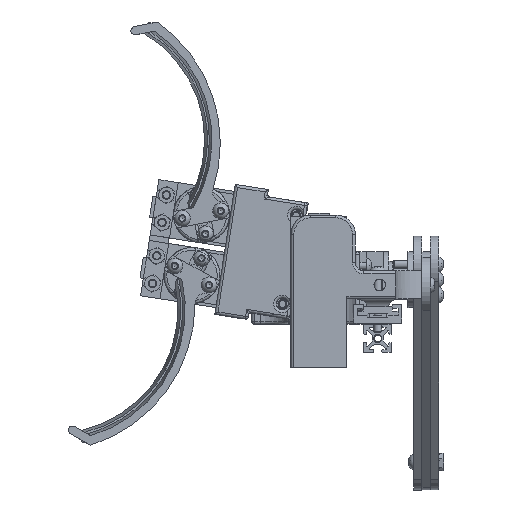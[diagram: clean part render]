
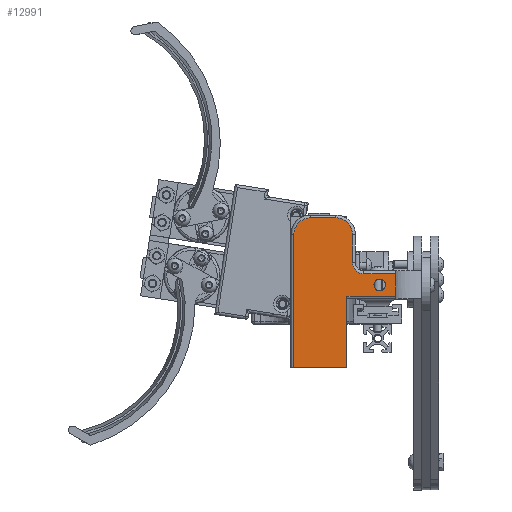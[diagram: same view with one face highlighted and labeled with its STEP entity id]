
A CAD part, front view. The second image highlights one B-rep face of the part: STEP entity #12991.
In plain terms, the highlighted face is planar.
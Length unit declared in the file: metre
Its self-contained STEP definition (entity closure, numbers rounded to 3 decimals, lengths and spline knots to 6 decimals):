
#1217=CIRCLE('',#14955,0.002075);
#1218=CIRCLE('',#14956,0.004);
#1219=CIRCLE('',#14957,0.006);
#1220=CIRCLE('',#14958,0.006);
#2845=ORIENTED_EDGE('',*,*,#5840,.F.);
#2846=ORIENTED_EDGE('',*,*,#5841,.F.);
#2847=ORIENTED_EDGE('',*,*,#5842,.T.);
#2848=ORIENTED_EDGE('',*,*,#5843,.F.);
#2849=ORIENTED_EDGE('',*,*,#5844,.T.);
#2850=ORIENTED_EDGE('',*,*,#5845,.T.);
#2851=ORIENTED_EDGE('',*,*,#5846,.T.);
#2852=ORIENTED_EDGE('',*,*,#5847,.T.);
#2853=ORIENTED_EDGE('',*,*,#5848,.T.);
#2854=ORIENTED_EDGE('',*,*,#5849,.T.);
#2855=ORIENTED_EDGE('',*,*,#5850,.T.);
#2856=ORIENTED_EDGE('',*,*,#5851,.F.);
#5840=EDGE_CURVE('',#7445,#7445,#1217,.T.);
#5841=EDGE_CURVE('',#7446,#7447,#8561,.T.);
#5842=EDGE_CURVE('',#7446,#7448,#8562,.F.);
#5843=EDGE_CURVE('',#7449,#7448,#8563,.T.);
#5844=EDGE_CURVE('',#7449,#7450,#8564,.T.);
#5845=EDGE_CURVE('',#7450,#7451,#1218,.T.);
#5846=EDGE_CURVE('',#7451,#7452,#8565,.F.);
#5847=EDGE_CURVE('',#7452,#7453,#1219,.F.);
#5848=EDGE_CURVE('',#7453,#7454,#8566,.T.);
#5849=EDGE_CURVE('',#7454,#7455,#1220,.F.);
#5850=EDGE_CURVE('',#7455,#7456,#8567,.T.);
#5851=EDGE_CURVE('',#7447,#7456,#8568,.T.);
#7445=VERTEX_POINT('',#21755);
#7446=VERTEX_POINT('',#21757);
#7447=VERTEX_POINT('',#21758);
#7448=VERTEX_POINT('',#21760);
#7449=VERTEX_POINT('',#21762);
#7450=VERTEX_POINT('',#21764);
#7451=VERTEX_POINT('',#21766);
#7452=VERTEX_POINT('',#21768);
#7453=VERTEX_POINT('',#21770);
#7454=VERTEX_POINT('',#21772);
#7455=VERTEX_POINT('',#21774);
#7456=VERTEX_POINT('',#21776);
#8561=LINE('',#21756,#9522);
#8562=LINE('',#21759,#9523);
#8563=LINE('',#21761,#9524);
#8564=LINE('',#21763,#9525);
#8565=LINE('',#21767,#9526);
#8566=LINE('',#21771,#9527);
#8567=LINE('',#21775,#9528);
#8568=LINE('',#21777,#9529);
#9522=VECTOR('',#17385,1.);
#9523=VECTOR('',#17386,1.);
#9524=VECTOR('',#17387,1.);
#9525=VECTOR('',#17388,1.);
#9526=VECTOR('',#17391,1.);
#9527=VECTOR('',#17394,1.);
#9528=VECTOR('',#17397,1.);
#9529=VECTOR('',#17398,1.);
#10516=EDGE_LOOP('',(#2845));
#10517=EDGE_LOOP('',(#2846,#2847,#2848,#2849,#2850,#2851,#2852,#2853,#2854,
#2855,#2856));
#11615=FACE_BOUND('',#10516,.T.);
#11616=FACE_BOUND('',#10517,.T.);
#12514=PLANE('',#14954);
#12991=ADVANCED_FACE('',(#11615,#11616),#12514,.F.);
#14954=AXIS2_PLACEMENT_3D('',#21753,#17381,#17382);
#14955=AXIS2_PLACEMENT_3D('',#21754,#17383,#17384);
#14956=AXIS2_PLACEMENT_3D('',#21765,#17389,#17390);
#14957=AXIS2_PLACEMENT_3D('',#21769,#17392,#17393);
#14958=AXIS2_PLACEMENT_3D('',#21773,#17395,#17396);
#17381=DIRECTION('',(0.,0.,1.));
#17382=DIRECTION('',(0.,-1.,0.));
#17383=DIRECTION('',(0.,0.,-1.));
#17384=DIRECTION('',(0.,1.,0.));
#17385=DIRECTION('',(0.,1.,0.));
#17386=DIRECTION('',(-1.,0.,0.));
#17387=DIRECTION('',(0.,1.,0.));
#17388=DIRECTION('',(-1.,0.,0.));
#17389=DIRECTION('',(0.,0.,1.));
#17390=DIRECTION('',(0.,-1.,0.));
#17391=DIRECTION('',(0.,1.,0.));
#17392=DIRECTION('',(0.,0.,1.));
#17393=DIRECTION('',(0.,-1.,0.));
#17394=DIRECTION('',(-1.,0.,0.));
#17395=DIRECTION('',(0.,0.,1.));
#17396=DIRECTION('',(0.,-1.,0.));
#17397=DIRECTION('',(0.,1.,0.));
#17398=DIRECTION('',(-1.,0.,0.));
#21753=CARTESIAN_POINT('',(0.02,0.027266,0.));
#21754=CARTESIAN_POINT('',(0.031705,0.025,0.));
#21755=CARTESIAN_POINT('',(0.031705,0.027075,0.));
#21756=CARTESIAN_POINT('',(0.02,0.027266,0.));
#21757=CARTESIAN_POINT('',(0.02,0.029,0.));
#21758=CARTESIAN_POINT('',(0.02,0.054532,0.));
#21759=CARTESIAN_POINT('',(0.02,0.029,0.));
#21760=CARTESIAN_POINT('',(0.03741,0.029,0.));
#21761=CARTESIAN_POINT('',(0.03741,0.027266,0.));
#21762=CARTESIAN_POINT('',(0.03741,0.021,0.));
#21763=CARTESIAN_POINT('',(0.026,0.021,0.));
#21764=CARTESIAN_POINT('',(0.026,0.021,0.));
#21765=CARTESIAN_POINT('',(0.026,0.017,0.));
#21766=CARTESIAN_POINT('',(0.022,0.017,0.));
#21767=CARTESIAN_POINT('',(0.022,0.007,0.));
#21768=CARTESIAN_POINT('',(0.022,0.007,0.));
#21769=CARTESIAN_POINT('',(0.016,0.007,0.));
#21770=CARTESIAN_POINT('',(0.016,0.001,0.));
#21771=CARTESIAN_POINT('',(0.02,0.001,0.));
#21772=CARTESIAN_POINT('',(0.007,0.001,0.));
#21773=CARTESIAN_POINT('',(0.007,0.007,0.));
#21774=CARTESIAN_POINT('',(0.001,0.007,0.));
#21775=CARTESIAN_POINT('',(0.001,0.027266,0.));
#21776=CARTESIAN_POINT('',(0.001,0.054532,0.));
#21777=CARTESIAN_POINT('',(0.02,0.054532,0.));
